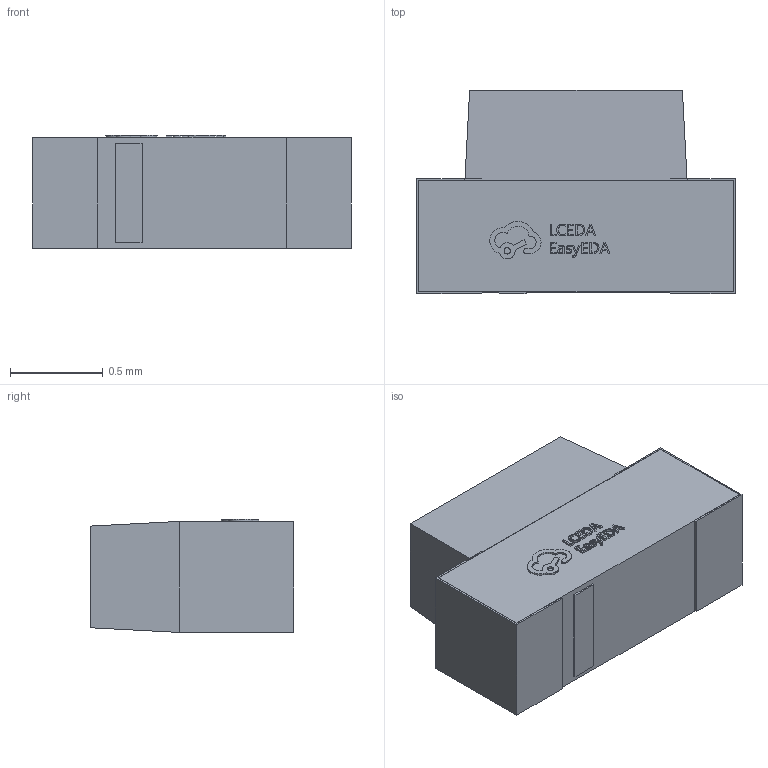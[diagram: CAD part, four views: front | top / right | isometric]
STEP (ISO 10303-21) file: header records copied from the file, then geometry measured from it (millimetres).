
FILE_DESCRIPTION (( 'STEP AP214' ), '1' );
FILE_NAME ('LED-SMD_2P-L1.7-W1.1-H0.6.step', '2022-07-08T11:51:20', ( '' ), ( '' ), 'SwSTEP 2.0', 'SolidWorks 2020', '' );
FILE_SCHEMA (( 'AUTOMOTIVE_DESIGN' ));
Length unit declared in the file: millimetre
Products named in the file (1): LED-SMD_2P-L1.7-W1.1-H0.6
Bounding box: 1.72 x 1.1 x 0.61 mm (x, y, z)
Volume: 1 mm3; surface area: 8.1 mm2
Topology: 2 solids, 2 shells, 316 faces, 855 edges, 570 vertices
Faces by surface type: plane 204, bspline 112
Entity records: 13857 total; most frequent: CARTESIAN_POINT 3846, ORIENTED_EDGE 1710, DIRECTION 1037, EDGE_CURVE 855, VECTOR 627, LINE 627, VERTEX_POINT 570, EDGE_LOOP 343
